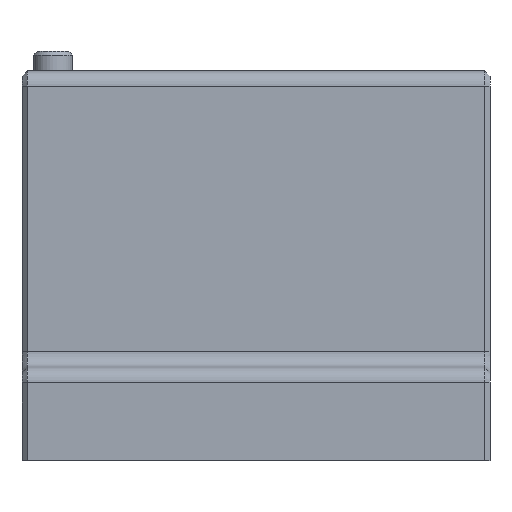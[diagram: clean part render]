
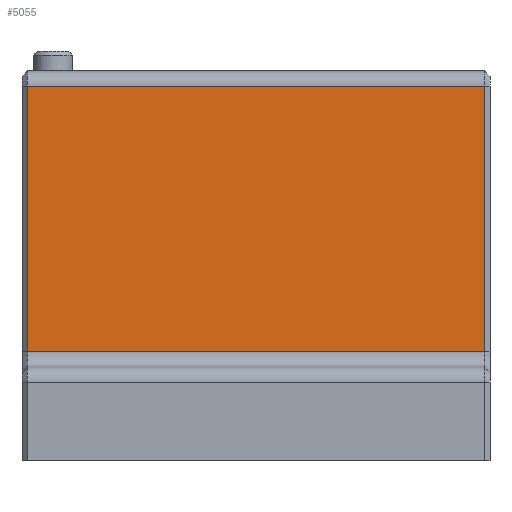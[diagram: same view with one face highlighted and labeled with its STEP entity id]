
A CAD part, front view. The second image highlights one B-rep face of the part: STEP entity #5055.
In plain terms, the highlighted planar face has unit normal (0, -1, 0).
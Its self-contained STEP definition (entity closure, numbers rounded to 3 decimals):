
#4807=CARTESIAN_POINT('',(29.3,-25.,14.));
#4808=VERTEX_POINT('',#4807);
#4872=CARTESIAN_POINT('',(29.3,-25.,48.));
#4873=VERTEX_POINT('',#4872);
#4880=CARTESIAN_POINT('',(29.3,-25.,48.));
#4881=DIRECTION('',(0.0,0.0,-1.0));
#4882=VECTOR('',#4881,34.0);
#4883=LINE('',#4880,#4882);
#4884=EDGE_CURVE('',#4873,#4808,#4883,.T.);
#5007=CARTESIAN_POINT('',(-29.3,-25.,14.));
#5008=VERTEX_POINT('',#5007);
#5023=CARTESIAN_POINT('',(-29.3,-25.,14.));
#5024=DIRECTION('',(1.0,0.0,0.0));
#5025=VECTOR('',#5024,58.6);
#5026=LINE('',#5023,#5025);
#5027=EDGE_CURVE('',#5008,#4808,#5026,.T.);
#5032=CARTESIAN_POINT('',(0.0,-25.,50.));
#5033=DIRECTION('',(0.0,1.0,0.0));
#5034=DIRECTION('',(0.0,0.0,1.0));
#5035=AXIS2_PLACEMENT_3D('',#5032,#5033,#5034);
#5036=PLANE('',#5035);
#5037=CARTESIAN_POINT('',(-29.3,-25.,48.));
#5038=VERTEX_POINT('',#5037);
#5039=CARTESIAN_POINT('',(-29.3,-25.,14.));
#5040=DIRECTION('',(0.0,0.0,1.0));
#5041=VECTOR('',#5040,34.);
#5042=LINE('',#5039,#5041);
#5043=EDGE_CURVE('',#5008,#5038,#5042,.T.);
#5044=ORIENTED_EDGE('',*,*,#5043,.F.);
#5045=ORIENTED_EDGE('',*,*,#5027,.T.);
#5046=ORIENTED_EDGE('',*,*,#4884,.F.);
#5047=CARTESIAN_POINT('',(29.3,-25.,48.));
#5048=DIRECTION('',(-1.0,0.0,0.0));
#5049=VECTOR('',#5048,58.6);
#5050=LINE('',#5047,#5049);
#5051=EDGE_CURVE('',#4873,#5038,#5050,.T.);
#5052=ORIENTED_EDGE('',*,*,#5051,.T.);
#5053=EDGE_LOOP('',(#5044,#5045,#5046,#5052));
#5054=FACE_OUTER_BOUND('',#5053,.T.);
#5055=ADVANCED_FACE('',(#5054),#5036,.F.);
